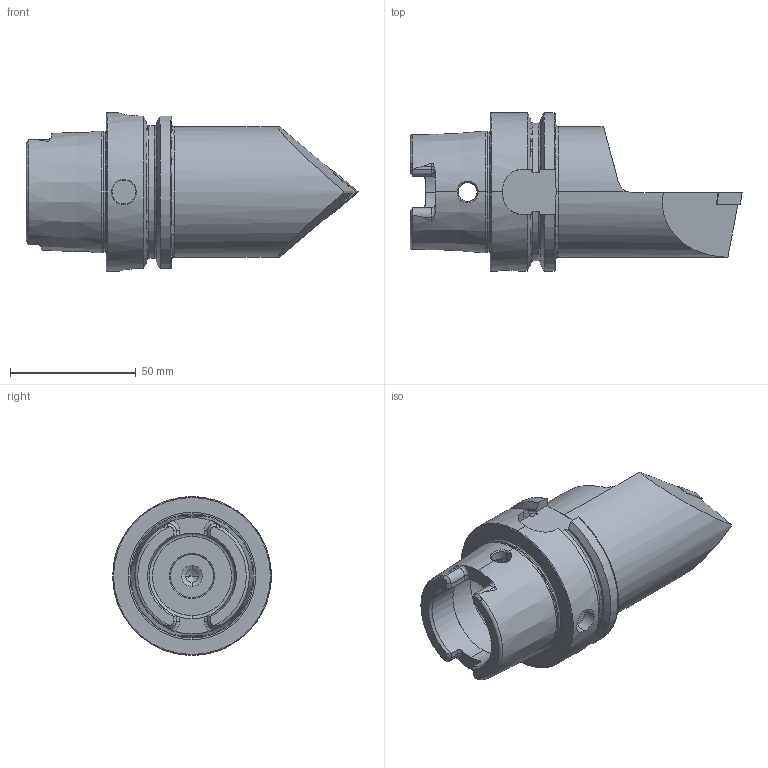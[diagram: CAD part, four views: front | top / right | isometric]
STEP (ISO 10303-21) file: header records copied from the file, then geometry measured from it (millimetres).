
FILE_DESCRIPTION (( 'STEP AP203' ), '1' );
FILE_NAME ('HA6-KCC.NMA.100.STEP', '2012-06-12T15:23:43', ( 'baer' ), ( 'Hewlett-Packard Company' ), 'SwSTEP 2.0', 'SolidWorks 2012', '' );
FILE_SCHEMA (( 'CONFIG_CONTROL_DESIGN' ));
Length unit declared in the file: millimetre
Products named in the file (5): HA6-KCC.NMA.100; KVT_MB_600_060; WCC-ER2.001.010_A; CCMT120404; HA6-KCC.NMA.100_B
Assembly tree (4 placements, depth 2):
  HA6-KCC.NMA.100
    HA6-KCC.NMA.100_B
    CCMT120404
    WCC-ER2.001.010_A
    KVT_MB_600_060
Bounding box: 131.9 x 63 x 63 mm (x, y, z)
Volume: 166250.9 mm3; surface area: 32558.9 mm2
Topology: 5 solids, 5 shells, 301 faces, 773 edges, 467 vertices
Faces by surface type: cylinder 90, cone 78, plane 76, torus 39, bspline 16, sphere 2
Entity records: 10897 total; most frequent: CARTESIAN_POINT 3466, ORIENTED_EDGE 1504, DIRECTION 1405, EDGE_CURVE 752, AXIS2_PLACEMENT_3D 558, VERTEX_POINT 464, EDGE_LOOP 314, FACE_OUTER_BOUND 301
